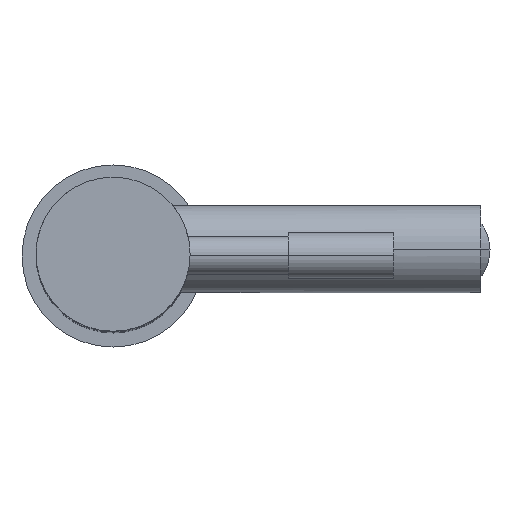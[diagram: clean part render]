
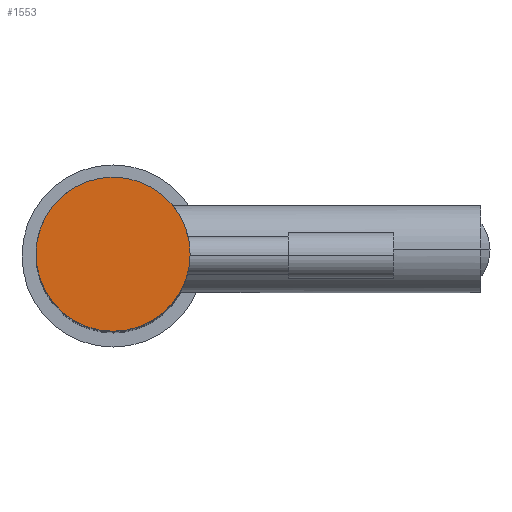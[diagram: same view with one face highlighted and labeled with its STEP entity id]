
A CAD part, top view. The second image highlights one B-rep face of the part: STEP entity #1553.
In plain terms, the highlighted planar face has unit normal (0, 0, 1).
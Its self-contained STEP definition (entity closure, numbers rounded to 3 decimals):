
#447 = AXIS2_PLACEMENT_3D ( 'NONE', #750, #1729, #2668 ) ;
#465 = AXIS2_PLACEMENT_3D ( 'NONE', #5393, #2122, #1090 ) ;
#750 = CARTESIAN_POINT ( 'NONE',  ( 0., 0., 297.5 ) ) ;
#1031 = VERTEX_POINT ( 'NONE', #2286 ) ;
#1042 = ORIENTED_EDGE ( 'NONE', *, *, #4164, .T. ) ;
#1090 = DIRECTION ( 'NONE',  ( 1., 0., 0. ) ) ;
#1114 = DIRECTION ( 'NONE',  ( 0., 0., 1. ) ) ;
#1553 = ADVANCED_FACE ( 'NONE', ( #3919 ), #5420, .T. ) ;
#1729 = DIRECTION ( 'NONE',  ( 0., 0., 1. ) ) ;
#1764 = CIRCLE ( 'NONE', #5267, 22. ) ;
#2122 = DIRECTION ( 'NONE',  ( 0., 0., 1. ) ) ;
#2286 = CARTESIAN_POINT ( 'NONE',  ( 22., 0., 297.5 ) ) ;
#2668 = DIRECTION ( 'NONE',  ( 1., 0., 0. ) ) ;
#3051 = EDGE_LOOP ( 'NONE', ( #1042, #6201 ) ) ;
#3156 = CIRCLE ( 'NONE', #447, 22. ) ;
#3919 = FACE_OUTER_BOUND ( 'NONE', #3051, .T. ) ;
#3967 = VERTEX_POINT ( 'NONE', #5863 ) ;
#4164 = EDGE_CURVE ( 'NONE', #3967, #1031, #3156, .T. ) ;
#4940 = DIRECTION ( 'NONE',  ( 1., 0., 0. ) ) ;
#5267 = AXIS2_PLACEMENT_3D ( 'NONE', #5417, #1114, #4940 ) ;
#5393 = CARTESIAN_POINT ( 'NONE',  ( 0., 0., 297.5 ) ) ;
#5417 = CARTESIAN_POINT ( 'NONE',  ( 0., 0., 297.5 ) ) ;
#5420 = PLANE ( 'NONE',  #465 ) ;
#5863 = CARTESIAN_POINT ( 'NONE',  ( -22., 0., 297.5 ) ) ;
#6036 = EDGE_CURVE ( 'NONE', #1031, #3967, #1764, .T. ) ;
#6201 = ORIENTED_EDGE ( 'NONE', *, *, #6036, .T. ) ;
